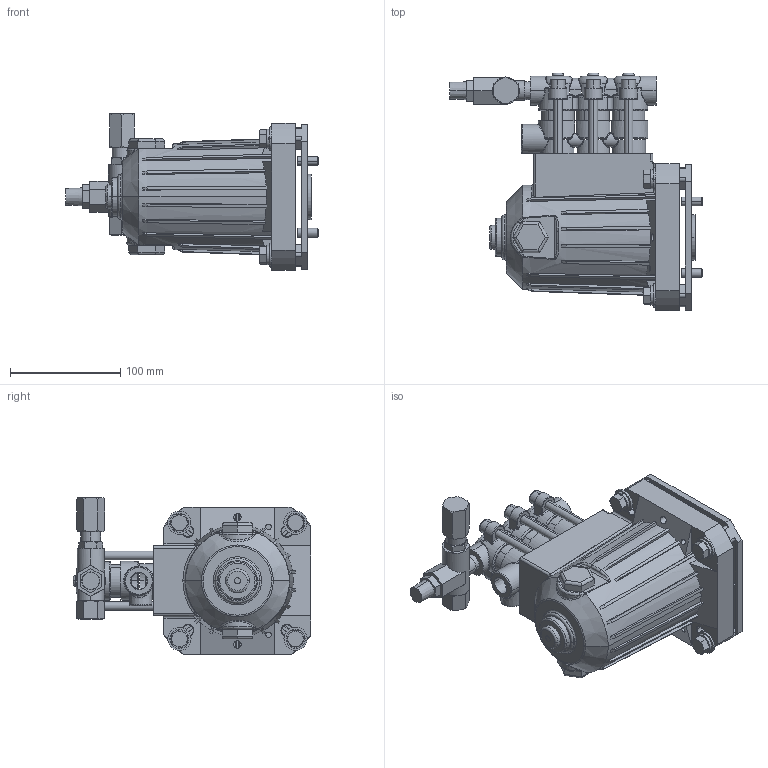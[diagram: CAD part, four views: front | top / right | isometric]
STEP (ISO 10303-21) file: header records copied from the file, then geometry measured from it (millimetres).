
FILE_DESCRIPTION (( 'STEP AP203' ), '1' );
FILE_NAME ('2SF35GS.STEP', '2020-03-03T14:30:57', ( '' ), ( '' ), 'SwSTEP 2.0', 'SolidWorks 2019', '' );
FILE_SCHEMA (( 'CONFIG_CONTROL_DESIGN' ));
Length unit declared in the file: inch
Products named in the file (1): 2SF35GS
Bounding box: 229.29 x 215.8 x 142.16 mm (x, y, z)
Surface area: 235237.5 mm2 (no closed solid volume)
Topology: 0 solids, 69 shells, 1221 faces, 3880 edges, 2615 vertices
Faces by surface type: plane 463, cylinder 418, bspline 133, torus 115, cone 88, sphere 4
Entity records: 53038 total; most frequent: CARTESIAN_POINT 20137, DIRECTION 6938, ORIENTED_EDGE 6250, EDGE_CURVE 3862, AXIS2_PLACEMENT_3D 2640, VERTEX_POINT 2615, LINE 1658, VECTOR 1658
